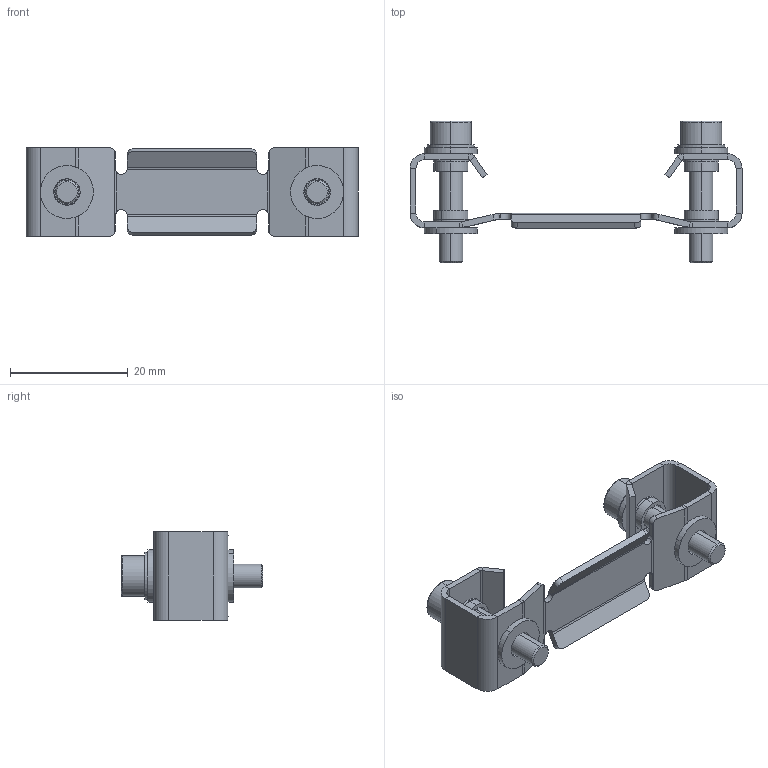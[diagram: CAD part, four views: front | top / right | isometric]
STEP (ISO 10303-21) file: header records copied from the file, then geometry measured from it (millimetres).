
FILE_DESCRIPTION (( 'STEP AP203' ), '1' );
FILE_NAME ('PKIT090-1KJ.step', '2021-07-07T10:19:33', ( '' ), ( '' ), 'SwSTEP 2.0', 'SolidWorks 2021', '' );
FILE_SCHEMA (( 'CONFIG_CONTROL_DESIGN' ));
Length unit declared in the file: millimetre
Products named in the file (1): PKIT090-1KJ
Bounding box: 56.4 x 24 x 15 mm (x, y, z)
Volume: 2542.6 mm3; surface area: 5154.3 mm2
Topology: 9 solids, 9 shells, 343 faces, 853 edges, 500 vertices
Faces by surface type: plane 172, cylinder 111, bspline 48, cone 8, torus 4
Entity records: 10696 total; most frequent: CARTESIAN_POINT 2855, ORIENTED_EDGE 1634, DIRECTION 1567, EDGE_CURVE 817, AXIS2_PLACEMENT_3D 566, VERTEX_POINT 500, LINE 435, VECTOR 435
